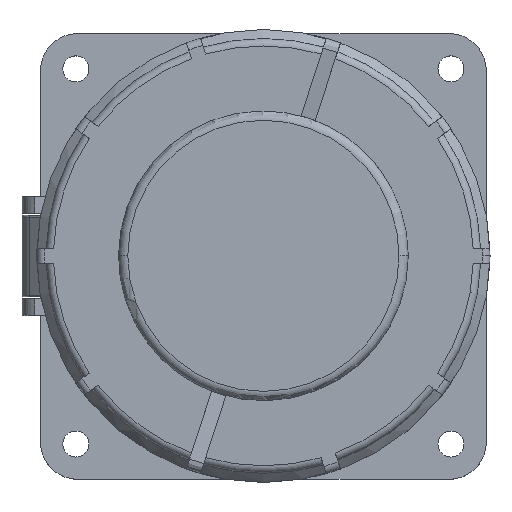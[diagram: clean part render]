
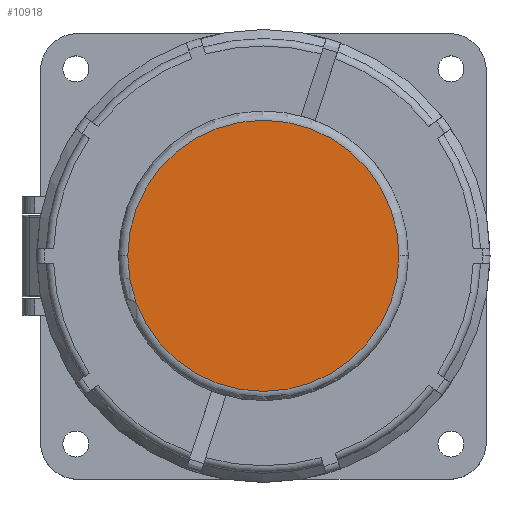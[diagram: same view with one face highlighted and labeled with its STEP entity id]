
A CAD part, top view. The second image highlights one B-rep face of the part: STEP entity #10918.
In plain terms, the highlighted planar face has unit normal (0, 0, 1).
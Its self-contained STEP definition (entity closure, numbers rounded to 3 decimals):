
#7 = DIRECTION ( 'NONE',  ( -1., 0., 0. ) ) ;
#3159 = ORIENTED_EDGE ( 'NONE', *, *, #5362, .T. ) ;
#4497 = CIRCLE ( 'NONE', #8029, 36.5 ) ;
#5139 = CARTESIAN_POINT ( 'NONE',  ( -51.993, 5.85, 107.145 ) ) ;
#5362 = EDGE_CURVE ( 'NONE', #11303, #11868, #14142, .T. ) ;
#5603 = ORIENTED_EDGE ( 'NONE', *, *, #13155, .T. ) ;
#5651 = DIRECTION ( 'NONE',  ( -1., 0., 0. ) ) ;
#5891 = CARTESIAN_POINT ( 'NONE',  ( -88.493, 5.85, 107.145 ) ) ;
#6216 = DIRECTION ( 'NONE',  ( 0., 0., 1. ) ) ;
#6910 = DIRECTION ( 'NONE',  ( -1., 0., 0. ) ) ;
#6927 = CARTESIAN_POINT ( 'NONE',  ( -51.993, 5.85, 107.145 ) ) ;
#8029 = AXIS2_PLACEMENT_3D ( 'NONE', #10638, #11954, #6910 ) ;
#9494 = DIRECTION ( 'NONE',  ( 0., 0., 1. ) ) ;
#10638 = CARTESIAN_POINT ( 'NONE',  ( -51.993, 5.85, 107.145 ) ) ;
#10650 = PLANE ( 'NONE',  #12965 ) ;
#10862 = CARTESIAN_POINT ( 'NONE',  ( -15.493, 5.85, 107.145 ) ) ;
#10918 = ADVANCED_FACE ( 'NONE', ( #11250 ), #10650, .T. ) ;
#11250 = FACE_OUTER_BOUND ( 'NONE', #11588, .T. ) ;
#11303 = VERTEX_POINT ( 'NONE', #5891 ) ;
#11588 = EDGE_LOOP ( 'NONE', ( #3159, #5603 ) ) ;
#11868 = VERTEX_POINT ( 'NONE', #10862 ) ;
#11906 = AXIS2_PLACEMENT_3D ( 'NONE', #5139, #6216, #7 ) ;
#11954 = DIRECTION ( 'NONE',  ( 0., 0., 1. ) ) ;
#12965 = AXIS2_PLACEMENT_3D ( 'NONE', #6927, #9494, #5651 ) ;
#13155 = EDGE_CURVE ( 'NONE', #11868, #11303, #4497, .T. ) ;
#14142 = CIRCLE ( 'NONE', #11906, 36.5 ) ;
